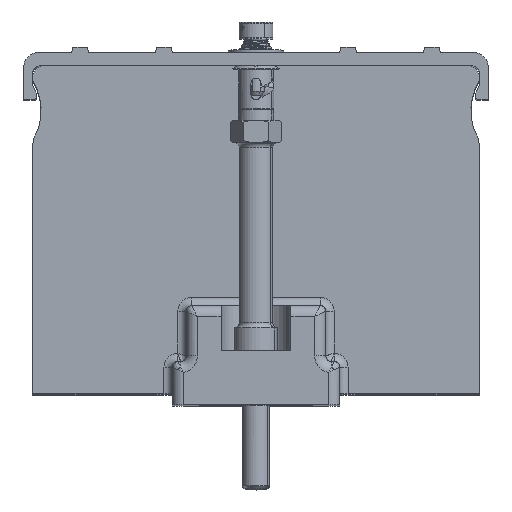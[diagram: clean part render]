
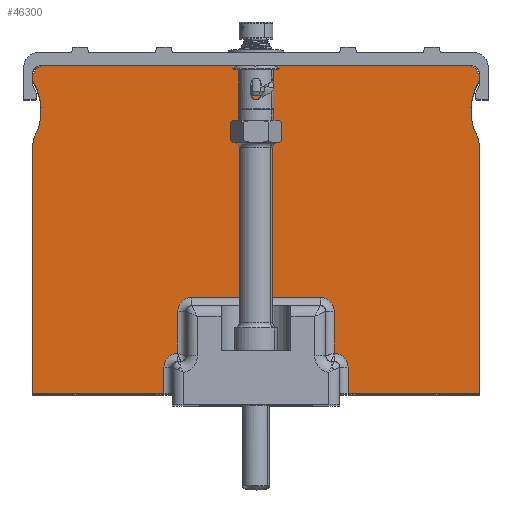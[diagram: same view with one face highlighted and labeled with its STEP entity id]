
A CAD part, top view. The second image highlights one B-rep face of the part: STEP entity #46300.
In plain terms, the highlighted planar face has unit normal (0, 0, 1).
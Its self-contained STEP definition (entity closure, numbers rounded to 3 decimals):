
#17228=DIRECTION('',(1.,0.,0.));
#17229=VECTOR('',#17228,76.);
#17230=CARTESIAN_POINT('',(-38.,60.8,110.));
#17231=LINE('',#17230,#17229);
#17232=CARTESIAN_POINT('',(38.,58.8,110.));
#17233=DIRECTION('',(0.,0.,-1.));
#17234=DIRECTION('',(0.,1.,0.));
#17235=AXIS2_PLACEMENT_3D('',#17232,#17233,#17234);
#17237=DIRECTION('',(0.,-1.,0.));
#17238=VECTOR('',#17237,0.592);
#17239=CARTESIAN_POINT('',(40.,58.8,110.));
#17240=LINE('',#17239,#17238);
#17241=CARTESIAN_POINT('',(39.5,58.208,110.));
#17242=DIRECTION('',(0.,0.,1.));
#17243=DIRECTION('',(0.857,-0.515,0.));
#17244=AXIS2_PLACEMENT_3D('',#17241,#17242,#17243);
#17246=CARTESIAN_POINT('',(48.5,52.8,110.));
#17247=DIRECTION('',(0.,0.,1.));
#17248=DIRECTION('',(-0.857,0.515,0.));
#17249=AXIS2_PLACEMENT_3D('',#17246,#17247,#17248);
#17251=CARTESIAN_POINT('',(35.,46.262,110.));
#17252=DIRECTION('',(0.,0.,1.));
#17253=DIRECTION('',(1.,0.,0.));
#17254=AXIS2_PLACEMENT_3D('',#17251,#17252,#17253);
#17256=DIRECTION('',(0.,-1.,0.));
#17257=VECTOR('',#17256,44.262);
#17258=CARTESIAN_POINT('',(40.,46.262,110.));
#17259=LINE('',#17258,#17257);
#17260=DIRECTION('',(-1.,0.,0.));
#17261=VECTOR('',#17260,23.5);
#17262=CARTESIAN_POINT('',(40.,2.,110.));
#17263=LINE('',#17262,#17261);
#17264=DIRECTION('',(0.,1.,0.));
#17265=VECTOR('',#17264,4.8);
#17266=CARTESIAN_POINT('',(16.5,2.,110.));
#17267=LINE('',#17266,#17265);
#17268=CARTESIAN_POINT('',(14.,6.8,110.));
#17269=DIRECTION('',(0.,0.,1.));
#17270=DIRECTION('',(1.,0.,0.));
#17271=AXIS2_PLACEMENT_3D('',#17268,#17269,#17270);
#17273=DIRECTION('',(0.,1.,0.));
#17274=VECTOR('',#17273,7.5);
#17275=CARTESIAN_POINT('',(14.,9.3,110.));
#17276=LINE('',#17275,#17274);
#17277=CARTESIAN_POINT('',(11.5,16.8,110.));
#17278=DIRECTION('',(0.,0.,1.));
#17279=DIRECTION('',(1.,0.,0.));
#17280=AXIS2_PLACEMENT_3D('',#17277,#17278,#17279);
#17282=DIRECTION('',(-1.,0.,0.));
#17283=VECTOR('',#17282,23.);
#17284=CARTESIAN_POINT('',(11.5,19.3,110.));
#17285=LINE('',#17284,#17283);
#17286=CARTESIAN_POINT('',(-11.5,16.8,110.));
#17287=DIRECTION('',(0.,0.,1.));
#17288=DIRECTION('',(0.,1.,0.));
#17289=AXIS2_PLACEMENT_3D('',#17286,#17287,#17288);
#17291=DIRECTION('',(0.,-1.,0.));
#17292=VECTOR('',#17291,7.5);
#17293=CARTESIAN_POINT('',(-14.,16.8,110.));
#17294=LINE('',#17293,#17292);
#17295=CARTESIAN_POINT('',(-14.,6.8,110.));
#17296=DIRECTION('',(0.,0.,1.));
#17297=DIRECTION('',(0.,1.,0.));
#17298=AXIS2_PLACEMENT_3D('',#17295,#17296,#17297);
#17300=DIRECTION('',(0.,-1.,0.));
#17301=VECTOR('',#17300,4.8);
#17302=CARTESIAN_POINT('',(-16.5,6.8,110.));
#17303=LINE('',#17302,#17301);
#17304=DIRECTION('',(-1.,0.,0.));
#17305=VECTOR('',#17304,23.5);
#17306=CARTESIAN_POINT('',(-16.5,2.,110.));
#17307=LINE('',#17306,#17305);
#17308=DIRECTION('',(0.,1.,0.));
#17309=VECTOR('',#17308,44.262);
#17310=CARTESIAN_POINT('',(-40.,2.,110.));
#17311=LINE('',#17310,#17309);
#17312=CARTESIAN_POINT('',(-35.,46.262,110.));
#17313=DIRECTION('',(0.,0.,-1.));
#17314=DIRECTION('',(-1.,0.,0.));
#17315=AXIS2_PLACEMENT_3D('',#17312,#17313,#17314);
#17317=CARTESIAN_POINT('',(-48.5,52.8,110.));
#17318=DIRECTION('',(0.,0.,-1.));
#17319=DIRECTION('',(0.857,0.515,0.));
#17320=AXIS2_PLACEMENT_3D('',#17317,#17318,#17319);
#17322=CARTESIAN_POINT('',(-39.5,58.208,110.));
#17323=DIRECTION('',(0.,0.,-1.));
#17324=DIRECTION('',(-0.857,-0.515,0.));
#17325=AXIS2_PLACEMENT_3D('',#17322,#17323,#17324);
#17327=DIRECTION('',(0.,1.,0.));
#17328=VECTOR('',#17327,0.592);
#17329=CARTESIAN_POINT('',(-40.,58.208,110.));
#17330=LINE('',#17329,#17328);
#17331=CARTESIAN_POINT('',(-38.,58.8,110.));
#17332=DIRECTION('',(0.,0.,-1.));
#17333=DIRECTION('',(-1.,0.,0.));
#17334=AXIS2_PLACEMENT_3D('',#17331,#17332,#17333);
#31491=CARTESIAN_POINT('',(40.,2.,110.));
#31493=VERTEX_POINT('',#31491);
#31495=CARTESIAN_POINT('',(-40.,2.,110.));
#31497=VERTEX_POINT('',#31495);
#31523=CARTESIAN_POINT('',(-40.,58.8,110.));
#31525=VERTEX_POINT('',#31523);
#31527=CARTESIAN_POINT('',(40.,58.8,110.));
#31529=VERTEX_POINT('',#31527);
#31741=CARTESIAN_POINT('',(16.5,2.,110.));
#31742=CARTESIAN_POINT('',(16.5,6.8,110.));
#31743=VERTEX_POINT('',#31741);
#31744=VERTEX_POINT('',#31742);
#31745=CARTESIAN_POINT('',(14.,9.3,110.));
#31746=VERTEX_POINT('',#31745);
#31751=CARTESIAN_POINT('',(-14.,16.8,110.));
#31752=CARTESIAN_POINT('',(-14.,9.3,110.));
#31753=VERTEX_POINT('',#31751);
#31754=VERTEX_POINT('',#31752);
#31759=CARTESIAN_POINT('',(-11.5,19.3,110.));
#31760=VERTEX_POINT('',#31759);
#31763=CARTESIAN_POINT('',(11.5,19.3,110.));
#31764=VERTEX_POINT('',#31763);
#31767=CARTESIAN_POINT('',(14.,16.8,110.));
#31768=VERTEX_POINT('',#31767);
#31772=CARTESIAN_POINT('',(-16.5,6.8,110.));
#31773=CARTESIAN_POINT('',(-16.5,2.,110.));
#31774=VERTEX_POINT('',#31772);
#31775=VERTEX_POINT('',#31773);
#31783=CARTESIAN_POINT('',(39.929,57.951,110.));
#31784=CARTESIAN_POINT('',(39.5,48.441,110.));
#31785=VERTEX_POINT('',#31783);
#31786=VERTEX_POINT('',#31784);
#31811=CARTESIAN_POINT('',(40.,58.208,110.));
#31812=VERTEX_POINT('',#31811);
#31813=CARTESIAN_POINT('',(40.,46.262,110.));
#31814=VERTEX_POINT('',#31813);
#31851=CARTESIAN_POINT('',(-39.929,57.951,110.));
#31852=CARTESIAN_POINT('',(-39.5,48.441,110.));
#31853=VERTEX_POINT('',#31851);
#31854=VERTEX_POINT('',#31852);
#31879=CARTESIAN_POINT('',(-40.,46.262,110.));
#31880=VERTEX_POINT('',#31879);
#31881=CARTESIAN_POINT('',(-40.,58.208,110.));
#31882=VERTEX_POINT('',#31881);
#33135=CARTESIAN_POINT('',(-38.,60.8,110.));
#33136=CARTESIAN_POINT('',(38.,60.8,110.));
#33137=VERTEX_POINT('',#33135);
#33138=VERTEX_POINT('',#33136);
#46248=CARTESIAN_POINT('',(0.,0.,110.));
#46249=DIRECTION('',(0.,0.,1.));
#46250=DIRECTION('',(1.,0.,0.));
#46251=AXIS2_PLACEMENT_3D('',#46248,#46249,#46250);
#46252=PLANE('',#46251);
#46253=ORIENTED_EDGE('',*,*,#37718,.T.);
#46255=ORIENTED_EDGE('',*,*,#46254,.T.);
#46257=ORIENTED_EDGE('',*,*,#46256,.T.);
#46259=ORIENTED_EDGE('',*,*,#46258,.F.);
#46261=ORIENTED_EDGE('',*,*,#46260,.T.);
#46263=ORIENTED_EDGE('',*,*,#46262,.F.);
#46265=ORIENTED_EDGE('',*,*,#46264,.T.);
#46266=ORIENTED_EDGE('',*,*,#46186,.T.);
#46268=ORIENTED_EDGE('',*,*,#46267,.T.);
#46270=ORIENTED_EDGE('',*,*,#46269,.T.);
#46272=ORIENTED_EDGE('',*,*,#46271,.T.);
#46274=ORIENTED_EDGE('',*,*,#46273,.T.);
#46276=ORIENTED_EDGE('',*,*,#46275,.T.);
#46278=ORIENTED_EDGE('',*,*,#46277,.T.);
#46280=ORIENTED_EDGE('',*,*,#46279,.T.);
#46282=ORIENTED_EDGE('',*,*,#46281,.T.);
#46284=ORIENTED_EDGE('',*,*,#46283,.T.);
#46286=ORIENTED_EDGE('',*,*,#46285,.T.);
#46288=ORIENTED_EDGE('',*,*,#46287,.T.);
#46290=ORIENTED_EDGE('',*,*,#46289,.T.);
#46292=ORIENTED_EDGE('',*,*,#46291,.F.);
#46294=ORIENTED_EDGE('',*,*,#46293,.T.);
#46296=ORIENTED_EDGE('',*,*,#46295,.T.);
#46297=ORIENTED_EDGE('',*,*,#46240,.T.);
#46298=EDGE_LOOP('',(#46253,#46255,#46257,#46259,#46261,#46263,#46265,#46266,
#46268,#46270,#46272,#46274,#46276,#46278,#46280,#46282,#46284,#46286,#46288,
#46290,#46292,#46294,#46296,#46297));
#46299=FACE_OUTER_BOUND('',#46298,.F.);
#46300=ADVANCED_FACE('',(#46299),#46252,.T.);
#17236=CIRCLE('',#17235,2.);
#17245=CIRCLE('',#17244,0.5);
#17250=CIRCLE('',#17249,10.);
#17255=CIRCLE('',#17254,5.);
#17272=CIRCLE('',#17271,2.5);
#17281=CIRCLE('',#17280,2.5);
#17290=CIRCLE('',#17289,2.5);
#17299=CIRCLE('',#17298,2.5);
#17316=CIRCLE('',#17315,5.);
#17321=CIRCLE('',#17320,10.);
#17326=CIRCLE('',#17325,0.5);
#17335=CIRCLE('',#17334,2.);
#37718=EDGE_CURVE('',#33137,#33138,#17231,.T.);
#46186=EDGE_CURVE('',#31493,#31743,#17263,.T.);
#46240=EDGE_CURVE('',#31525,#33137,#17335,.T.);
#46254=EDGE_CURVE('',#33138,#31529,#17236,.T.);
#46256=EDGE_CURVE('',#31529,#31812,#17240,.T.);
#46258=EDGE_CURVE('',#31785,#31812,#17245,.T.);
#46260=EDGE_CURVE('',#31785,#31786,#17250,.T.);
#46262=EDGE_CURVE('',#31814,#31786,#17255,.T.);
#46264=EDGE_CURVE('',#31814,#31493,#17259,.T.);
#46267=EDGE_CURVE('',#31743,#31744,#17267,.T.);
#46269=EDGE_CURVE('',#31744,#31746,#17272,.T.);
#46271=EDGE_CURVE('',#31746,#31768,#17276,.T.);
#46273=EDGE_CURVE('',#31768,#31764,#17281,.T.);
#46275=EDGE_CURVE('',#31764,#31760,#17285,.T.);
#46277=EDGE_CURVE('',#31760,#31753,#17290,.T.);
#46279=EDGE_CURVE('',#31753,#31754,#17294,.T.);
#46281=EDGE_CURVE('',#31754,#31774,#17299,.T.);
#46283=EDGE_CURVE('',#31774,#31775,#17303,.T.);
#46285=EDGE_CURVE('',#31775,#31497,#17307,.T.);
#46287=EDGE_CURVE('',#31497,#31880,#17311,.T.);
#46289=EDGE_CURVE('',#31880,#31854,#17316,.T.);
#46291=EDGE_CURVE('',#31853,#31854,#17321,.T.);
#46293=EDGE_CURVE('',#31853,#31882,#17326,.T.);
#46295=EDGE_CURVE('',#31882,#31525,#17330,.T.);
